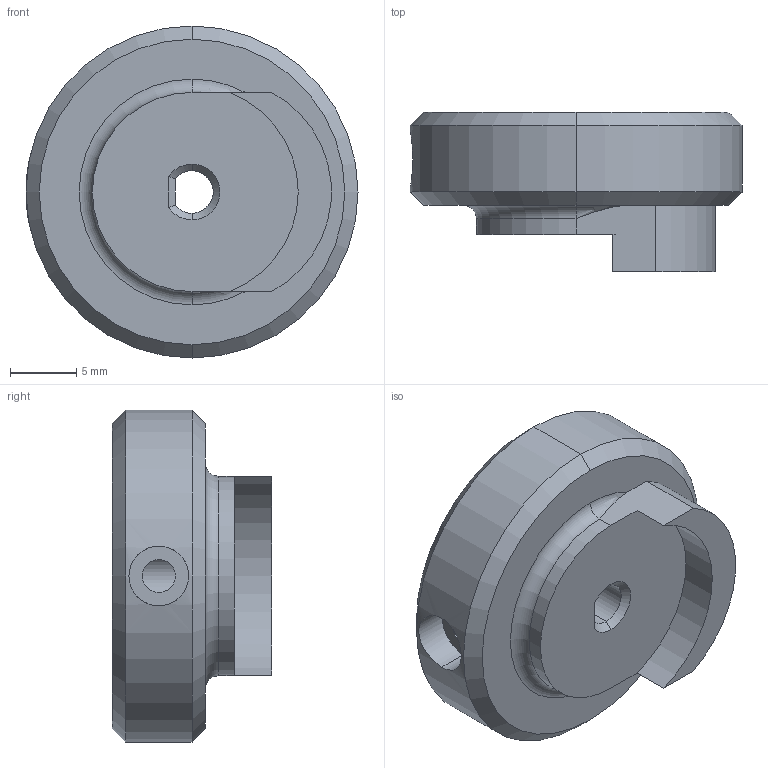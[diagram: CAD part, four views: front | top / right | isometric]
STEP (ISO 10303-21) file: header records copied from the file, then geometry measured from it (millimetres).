
FILE_DESCRIPTION (( 'STEP AP203' ), '1' );
FILE_NAME ('Pusher_Wheel++_V1.STEP', '2022-08-30T19:33:35', ( '' ), ( '' ), 'SwSTEP 2.0', 'SolidWorks 2020', '' );
FILE_SCHEMA (( 'CONFIG_CONTROL_DESIGN' ));
Length unit declared in the file: millimetre
Products named in the file (1): Pusher_Wheel++_V1
Bounding box: 25 x 12 x 25 mm (x, y, z)
Volume: 3780.5 mm3; surface area: 1886.2 mm2
Topology: 1 solids, 1 shells, 37 faces, 90 edges, 56 vertices
Faces by surface type: cylinder 14, plane 11, cone 9, torus 3
Entity records: 1270 total; most frequent: CARTESIAN_POINT 301, DIRECTION 197, ORIENTED_EDGE 180, EDGE_CURVE 90, AXIS2_PLACEMENT_3D 80, VERTEX_POINT 56, CIRCLE 42, EDGE_LOOP 42
